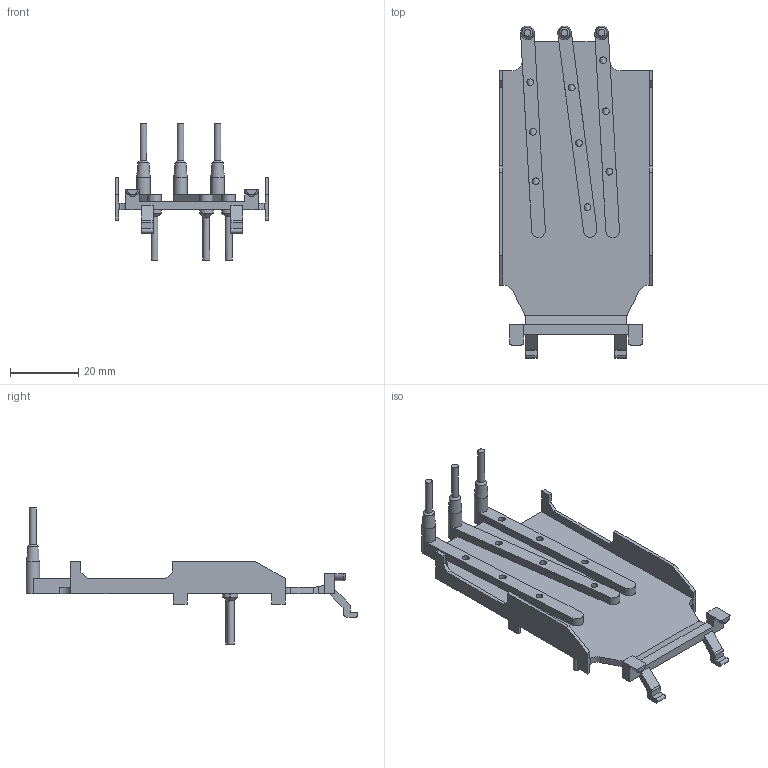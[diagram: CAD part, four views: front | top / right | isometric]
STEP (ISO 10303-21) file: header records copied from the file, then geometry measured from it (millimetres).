
FILE_DESCRIPTION((''),'2;1');
FILE_NAME('12M90037G01 - 330-CMS225D.stp','2015-05-26T13:55:41',('rshanor'),(''),'Autodesk Inventor 2013','Autodesk Inventor 2013','');
FILE_SCHEMA(('AUTOMOTIVE_DESIGN { 1 2 10303 214 0 1 1 1 }'));
Length unit declared in the file: millimetre
Products named in the file (1): 12M90037X01
Bounding box: 45 x 97.6 x 40 mm (x, y, z)
Volume: 10683.9 mm3; surface area: 11560.3 mm2
Topology: 1 solids, 1 shells, 170 faces, 456 edges, 300 vertices
Faces by surface type: plane 103, cylinder 53, cone 12, torus 2
Full cylindrical faces by diameter (mm): 1.984 x9, 2 x6, 4 x3
Entity records: 5795 total; most frequent: CARTESIAN_POINT 1499, DIRECTION 838, ORIENTED_EDGE 822, EDGE_CURVE 411, VECTOR 300, LINE 300, VERTEX_POINT 279, AXIS2_PLACEMENT_3D 269
